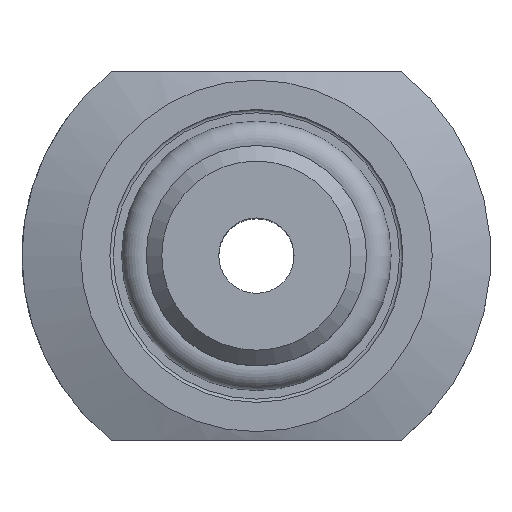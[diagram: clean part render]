
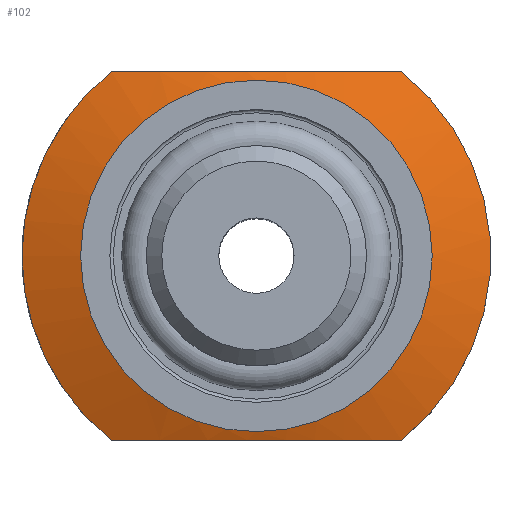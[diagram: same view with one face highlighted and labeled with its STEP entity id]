
A CAD part, top view. The second image highlights one B-rep face of the part: STEP entity #102.
In plain terms, the highlighted conical face has half-angle 70 degrees and reference radius 10.5 mm.
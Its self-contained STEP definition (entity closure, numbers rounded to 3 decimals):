
#102 = ADVANCED_FACE( '', ( #197, #198 ), #199, .T. );
#197 = FACE_BOUND( '', #304, .T. );
#198 = FACE_OUTER_BOUND( '', #305, .T. );
#199 = CONICAL_SURFACE( '', #306, 10.5, 1.222 );
#304 = EDGE_LOOP( '', ( #417 ) );
#305 = EDGE_LOOP( '', ( #418, #419, #420, #421 ) );
#306 = AXIS2_PLACEMENT_3D( '', #422, #423, #424 );
#417 = ORIENTED_EDGE( '', *, *, #541, .T. );
#418 = ORIENTED_EDGE( '', *, *, #557, .F. );
#419 = ORIENTED_EDGE( '', *, *, #558, .F. );
#420 = ORIENTED_EDGE( '', *, *, #538, .F. );
#421 = ORIENTED_EDGE( '', *, *, #559, .F. );
#422 = CARTESIAN_POINT( '', ( 0., 0., 6. ) );
#423 = DIRECTION( '', ( 0., 0., -1. ) );
#424 = DIRECTION( '', ( -1., 0., 0. ) );
#538 = EDGE_CURVE( '', #597, #599, #600, .T. );
#541 = EDGE_CURVE( '', #603, #603, #604, .T. );
#557 = EDGE_CURVE( '', #629, #630, #631, .F. );
#558 = EDGE_CURVE( '', #599, #629, #632, .T. );
#559 = EDGE_CURVE( '', #630, #597, #633, .T. );
#597 = VERTEX_POINT( '', #680 );
#599 = VERTEX_POINT( '', #683 );
#600 = B_SPLINE_CURVE_WITH_KNOTS( '', 3, ( #684, #685, #686, #687, #688, #689, #690, #691, #692, #693, #694, #695 ), .UNSPECIFIED., .F., .F., ( 4, 2, 2, 2, 2, 4 ), ( 0.014, 0.019, 0.023, 0.028, 0.03, 0.032 ), .UNSPECIFIED. );
#603 = VERTEX_POINT( '', #699 );
#604 = CIRCLE( '', #700, 10.5 );
#629 = VERTEX_POINT( '', #726 );
#630 = VERTEX_POINT( '', #727 );
#631 = B_SPLINE_CURVE_WITH_KNOTS( '', 3, ( #728, #729, #730, #731, #732, #733, #734, #735, #736, #737, #738, #739 ), .UNSPECIFIED., .F., .F., ( 4, 2, 2, 2, 2, 4 ), ( 0.014, 0.019, 0.023, 0.028, 0.03, 0.032 ), .UNSPECIFIED. );
#632 = CIRCLE( '', #740, 14. );
#633 = CIRCLE( '', #741, 14. );
#680 = CARTESIAN_POINT( '', ( -8.66, 11., 4.726 ) );
#683 = CARTESIAN_POINT( '', ( 8.66, 11., 4.726 ) );
#684 = CARTESIAN_POINT( '', ( -8.66, 11., 4.726 ) );
#685 = CARTESIAN_POINT( '', ( -7.228, 11., 5.049 ) );
#686 = CARTESIAN_POINT( '', ( -5.793, 11., 5.323 ) );
#687 = CARTESIAN_POINT( '', ( -2.917, 11., 5.708 ) );
#688 = CARTESIAN_POINT( '', ( -1.475, 11., 5.817 ) );
#689 = CARTESIAN_POINT( '', ( 1.417, 11., 5.819 ) );
#690 = CARTESIAN_POINT( '', ( 2.869, 11., 5.714 ) );
#691 = CARTESIAN_POINT( '', ( 5.051, 11., 5.423 ) );
#692 = CARTESIAN_POINT( '', ( 5.781, 11., 5.304 ) );
#693 = CARTESIAN_POINT( '', ( 7.227, 11., 5.037 ) );
#694 = CARTESIAN_POINT( '', ( 7.946, 11., 4.887 ) );
#695 = CARTESIAN_POINT( '', ( 8.66, 11., 4.726 ) );
#699 = CARTESIAN_POINT( '', ( -10.5, 0., 6. ) );
#700 = AXIS2_PLACEMENT_3D( '', #788, #789, #790 );
#726 = CARTESIAN_POINT( '', ( 8.66, -11., 4.726 ) );
#727 = CARTESIAN_POINT( '', ( -8.66, -11., 4.726 ) );
#728 = CARTESIAN_POINT( '', ( -8.66, -11., 4.726 ) );
#729 = CARTESIAN_POINT( '', ( -7.228, -11., 5.049 ) );
#730 = CARTESIAN_POINT( '', ( -5.793, -11., 5.323 ) );
#731 = CARTESIAN_POINT( '', ( -2.917, -11., 5.708 ) );
#732 = CARTESIAN_POINT( '', ( -1.475, -11., 5.817 ) );
#733 = CARTESIAN_POINT( '', ( 1.417, -11., 5.819 ) );
#734 = CARTESIAN_POINT( '', ( 2.869, -11., 5.714 ) );
#735 = CARTESIAN_POINT( '', ( 5.051, -11., 5.423 ) );
#736 = CARTESIAN_POINT( '', ( 5.781, -11., 5.304 ) );
#737 = CARTESIAN_POINT( '', ( 7.227, -11., 5.037 ) );
#738 = CARTESIAN_POINT( '', ( 7.946, -11., 4.887 ) );
#739 = CARTESIAN_POINT( '', ( 8.66, -11., 4.726 ) );
#740 = AXIS2_PLACEMENT_3D( '', #819, #820, #821 );
#741 = AXIS2_PLACEMENT_3D( '', #822, #823, #824 );
#788 = CARTESIAN_POINT( '', ( 0., 0., 6. ) );
#789 = DIRECTION( '', ( 0., 0., -1. ) );
#790 = DIRECTION( '', ( -1., 0., 0. ) );
#819 = CARTESIAN_POINT( '', ( 0., 0., 4.726 ) );
#820 = DIRECTION( '', ( 0., 0., -1. ) );
#821 = DIRECTION( '', ( -1., 0., 0. ) );
#822 = CARTESIAN_POINT( '', ( 0., 0., 4.726 ) );
#823 = DIRECTION( '', ( 0., 0., -1. ) );
#824 = DIRECTION( '', ( -1., 0., 0. ) );
